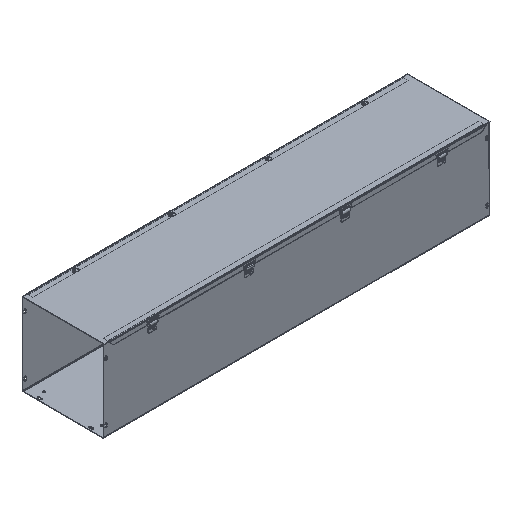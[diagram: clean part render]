
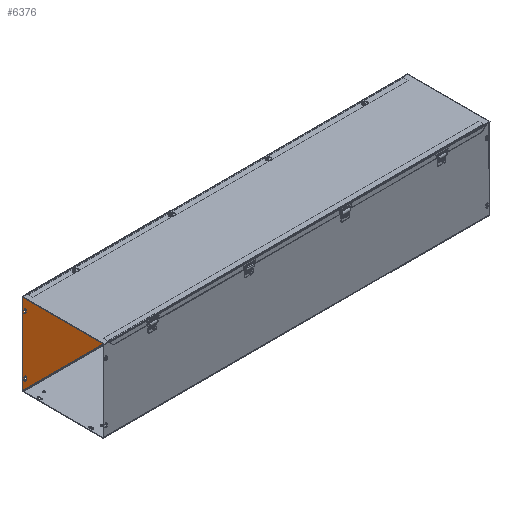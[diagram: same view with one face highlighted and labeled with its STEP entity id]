
A CAD part, isometric view. The second image highlights one B-rep face of the part: STEP entity #6376.
In plain terms, the highlighted planar face has unit normal (0, -1, 0).
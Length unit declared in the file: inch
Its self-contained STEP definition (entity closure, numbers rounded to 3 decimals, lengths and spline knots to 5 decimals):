
#286=LINE('',#9331,#879);
#291=LINE('',#9345,#884);
#294=LINE('',#9355,#887);
#299=LINE('',#9369,#892);
#320=LINE('',#9435,#913);
#323=LINE('',#9441,#916);
#328=LINE('',#9459,#921);
#331=LINE('',#9465,#924);
#413=LINE('',#9788,#1006);
#460=LINE('',#9891,#1053);
#463=LINE('',#9899,#1056);
#466=LINE('',#9903,#1059);
#476=LINE('',#9924,#1069);
#478=LINE('',#9928,#1071);
#480=LINE('',#9931,#1073);
#481=LINE('',#9934,#1074);
#482=LINE('',#9936,#1075);
#483=LINE('',#9938,#1076);
#484=LINE('',#9940,#1077);
#485=LINE('',#9941,#1078);
#879=VECTOR('',#7390,0.25);
#884=VECTOR('',#7403,0.25);
#887=VECTOR('',#7414,0.25);
#892=VECTOR('',#7427,0.25);
#913=VECTOR('',#7494,0.25);
#916=VECTOR('',#7499,0.25);
#921=VECTOR('',#7518,0.25);
#924=VECTOR('',#7523,0.25);
#1006=VECTOR('',#7795,46.75);
#1053=VECTOR('',#7886,0.0002);
#1056=VECTOR('',#7891,0.03145);
#1059=VECTOR('',#7896,0.0002);
#1069=VECTOR('',#7910,0.03145);
#1071=VECTOR('',#7914,0.0002);
#1073=VECTOR('',#7918,0.0002);
#1074=VECTOR('',#7921,0.6248);
#1075=VECTOR('',#7922,9.96875);
#1076=VECTOR('',#7923,48.);
#1077=VECTOR('',#7924,9.96875);
#1078=VECTOR('',#7925,0.6248);
#1477=PLANE('',#6827);
#1700=FACE_BOUND('',#2325,.T.);
#1701=FACE_BOUND('',#2326,.T.);
#1702=FACE_BOUND('',#2327,.T.);
#1703=FACE_BOUND('',#2328,.T.);
#1914=FACE_OUTER_BOUND('',#2324,.T.);
#2324=EDGE_LOOP('',(#4959,#4960,#4961,#4962,#4963,#4964,#4965,#4966,#4967,
#4968,#4969,#4970));
#2325=EDGE_LOOP('',(#4971,#4972,#4973,#4974));
#2326=EDGE_LOOP('',(#4975,#4976,#4977,#4978));
#2327=EDGE_LOOP('',(#4979,#4980,#4981,#4982));
#2328=EDGE_LOOP('',(#4983,#4984,#4985,#4986));
#2637=CIRCLE('',#6661,0.125);
#2639=CIRCLE('',#6665,0.125);
#2641=CIRCLE('',#6669,0.125);
#2643=CIRCLE('',#6673,0.125);
#2653=CIRCLE('',#6692,0.125);
#2655=CIRCLE('',#6697,0.125);
#2657=CIRCLE('',#6700,0.125);
#2659=CIRCLE('',#6705,0.125);
#2915=VERTEX_POINT('',#9329);
#2916=VERTEX_POINT('',#9330);
#2919=VERTEX_POINT('',#9338);
#2921=VERTEX_POINT('',#9344);
#2923=VERTEX_POINT('',#9353);
#2924=VERTEX_POINT('',#9354);
#2927=VERTEX_POINT('',#9362);
#2929=VERTEX_POINT('',#9368);
#2947=VERTEX_POINT('',#9425);
#2948=VERTEX_POINT('',#9426);
#2951=VERTEX_POINT('',#9434);
#2953=VERTEX_POINT('',#9440);
#2955=VERTEX_POINT('',#9449);
#2956=VERTEX_POINT('',#9450);
#2959=VERTEX_POINT('',#9458);
#2961=VERTEX_POINT('',#9464);
#3046=VERTEX_POINT('',#9777);
#3047=VERTEX_POINT('',#9781);
#3081=VERTEX_POINT('',#9889);
#3084=VERTEX_POINT('',#9896);
#3085=VERTEX_POINT('',#9898);
#3093=VERTEX_POINT('',#9921);
#3094=VERTEX_POINT('',#9923);
#3095=VERTEX_POINT('',#9927);
#3096=VERTEX_POINT('',#9933);
#3097=VERTEX_POINT('',#9935);
#3098=VERTEX_POINT('',#9937);
#3099=VERTEX_POINT('',#9939);
#3521=EDGE_CURVE('',#2915,#2916,#286,.T.);
#3525=EDGE_CURVE('',#2916,#2919,#2637,.T.);
#3528=EDGE_CURVE('',#2919,#2921,#291,.T.);
#3531=EDGE_CURVE('',#2921,#2915,#2639,.T.);
#3533=EDGE_CURVE('',#2923,#2924,#294,.T.);
#3537=EDGE_CURVE('',#2927,#2923,#2641,.T.);
#3540=EDGE_CURVE('',#2929,#2927,#299,.T.);
#3543=EDGE_CURVE('',#2924,#2929,#2643,.T.);
#3569=EDGE_CURVE('',#2947,#2948,#2653,.T.);
#3573=EDGE_CURVE('',#2951,#2947,#320,.T.);
#3576=EDGE_CURVE('',#2948,#2953,#323,.T.);
#3579=EDGE_CURVE('',#2953,#2951,#2655,.T.);
#3581=EDGE_CURVE('',#2955,#2956,#2657,.T.);
#3585=EDGE_CURVE('',#2956,#2959,#328,.T.);
#3588=EDGE_CURVE('',#2961,#2955,#331,.T.);
#3591=EDGE_CURVE('',#2959,#2961,#2659,.T.);
#3719=EDGE_CURVE('',#3046,#3047,#413,.T.);
#3770=EDGE_CURVE('',#3047,#3081,#460,.T.);
#3773=EDGE_CURVE('',#3085,#3084,#463,.T.);
#3776=EDGE_CURVE('',#3081,#3085,#466,.T.);
#3786=EDGE_CURVE('',#3094,#3093,#476,.T.);
#3788=EDGE_CURVE('',#3095,#3046,#478,.T.);
#3790=EDGE_CURVE('',#3093,#3095,#480,.T.);
#3791=EDGE_CURVE('',#3084,#3096,#481,.T.);
#3792=EDGE_CURVE('',#3096,#3097,#482,.T.);
#3793=EDGE_CURVE('',#3097,#3098,#483,.T.);
#3794=EDGE_CURVE('',#3099,#3098,#484,.T.);
#3795=EDGE_CURVE('',#3099,#3094,#485,.T.);
#4959=ORIENTED_EDGE('',*,*,#3773,.T.);
#4960=ORIENTED_EDGE('',*,*,#3791,.T.);
#4961=ORIENTED_EDGE('',*,*,#3792,.T.);
#4962=ORIENTED_EDGE('',*,*,#3793,.T.);
#4963=ORIENTED_EDGE('',*,*,#3794,.F.);
#4964=ORIENTED_EDGE('',*,*,#3795,.T.);
#4965=ORIENTED_EDGE('',*,*,#3786,.T.);
#4966=ORIENTED_EDGE('',*,*,#3790,.T.);
#4967=ORIENTED_EDGE('',*,*,#3788,.T.);
#4968=ORIENTED_EDGE('',*,*,#3719,.T.);
#4969=ORIENTED_EDGE('',*,*,#3770,.T.);
#4970=ORIENTED_EDGE('',*,*,#3776,.T.);
#4971=ORIENTED_EDGE('',*,*,#3521,.T.);
#4972=ORIENTED_EDGE('',*,*,#3525,.T.);
#4973=ORIENTED_EDGE('',*,*,#3528,.T.);
#4974=ORIENTED_EDGE('',*,*,#3531,.T.);
#4975=ORIENTED_EDGE('',*,*,#3533,.T.);
#4976=ORIENTED_EDGE('',*,*,#3543,.T.);
#4977=ORIENTED_EDGE('',*,*,#3540,.T.);
#4978=ORIENTED_EDGE('',*,*,#3537,.T.);
#4979=ORIENTED_EDGE('',*,*,#3569,.T.);
#4980=ORIENTED_EDGE('',*,*,#3576,.T.);
#4981=ORIENTED_EDGE('',*,*,#3579,.T.);
#4982=ORIENTED_EDGE('',*,*,#3573,.T.);
#4983=ORIENTED_EDGE('',*,*,#3581,.T.);
#4984=ORIENTED_EDGE('',*,*,#3585,.T.);
#4985=ORIENTED_EDGE('',*,*,#3591,.T.);
#4986=ORIENTED_EDGE('',*,*,#3588,.T.);
#6376=ADVANCED_FACE('',(#1914,#1700,#1701,#1702,#1703),#1477,.T.);
#6661=AXIS2_PLACEMENT_3D('',#9339,#7396,#7397);
#6665=AXIS2_PLACEMENT_3D('',#9350,#7408,#7409);
#6669=AXIS2_PLACEMENT_3D('',#9363,#7420,#7421);
#6673=AXIS2_PLACEMENT_3D('',#9374,#7432,#7433);
#6692=AXIS2_PLACEMENT_3D('',#9427,#7486,#7487);
#6697=AXIS2_PLACEMENT_3D('',#9446,#7504,#7505);
#6700=AXIS2_PLACEMENT_3D('',#9451,#7510,#7511);
#6705=AXIS2_PLACEMENT_3D('',#9470,#7528,#7529);
#6827=AXIS2_PLACEMENT_3D('',#9932,#7919,#7920);
#7390=DIRECTION('',(0.,0.,-1.));
#7396=DIRECTION('center_axis',(0.,1.,0.));
#7397=DIRECTION('ref_axis',(-1.,0.,0.));
#7403=DIRECTION('',(0.,0.,1.));
#7408=DIRECTION('center_axis',(0.,1.,0.));
#7409=DIRECTION('ref_axis',(1.,0.,0.));
#7414=DIRECTION('',(0.,0.,1.));
#7420=DIRECTION('center_axis',(0.,1.,0.));
#7421=DIRECTION('ref_axis',(1.,0.,0.));
#7427=DIRECTION('',(0.,0.,-1.));
#7432=DIRECTION('center_axis',(0.,1.,0.));
#7433=DIRECTION('ref_axis',(-1.,0.,0.));
#7486=DIRECTION('center_axis',(0.,1.,0.));
#7487=DIRECTION('ref_axis',(-1.,0.,0.));
#7494=DIRECTION('',(0.,0.,1.));
#7499=DIRECTION('',(0.,0.,-1.));
#7504=DIRECTION('center_axis',(0.,1.,0.));
#7505=DIRECTION('ref_axis',(1.,0.,0.));
#7510=DIRECTION('center_axis',(0.,1.,0.));
#7511=DIRECTION('ref_axis',(1.,0.,0.));
#7518=DIRECTION('',(0.,0.,-1.));
#7523=DIRECTION('',(0.,0.,1.));
#7528=DIRECTION('center_axis',(0.,1.,0.));
#7529=DIRECTION('ref_axis',(-1.,0.,0.));
#7795=DIRECTION('',(-1.,0.,0.));
#7886=DIRECTION('',(0.,0.,-1.));
#7891=DIRECTION('',(0.,0.,1.));
#7896=DIRECTION('',(-1.,0.,0.));
#7910=DIRECTION('',(0.,0.,-1.));
#7914=DIRECTION('',(0.,0.,1.));
#7918=DIRECTION('',(-1.,0.,0.));
#7919=DIRECTION('center_axis',(0.,-1.,0.));
#7920=DIRECTION('ref_axis',(1.,0.,0.));
#7921=DIRECTION('',(-1.,0.,0.));
#7922=DIRECTION('',(0.,0.,-1.));
#7923=DIRECTION('',(1.,0.,0.));
#7924=DIRECTION('',(0.,0.,-1.));
#7925=DIRECTION('',(-1.,0.,0.));
#9329=CARTESIAN_POINT('',(47.815,10.,8.625));
#9330=CARTESIAN_POINT('',(47.815,10.,8.375));
#9331=CARTESIAN_POINT('',(47.815,10.,6.83225));
#9338=CARTESIAN_POINT('',(47.565,10.,8.375));
#9339=CARTESIAN_POINT('Origin',(47.69,10.,8.375));
#9344=CARTESIAN_POINT('',(47.565,10.,8.625));
#9345=CARTESIAN_POINT('',(47.565,10.,6.70725));
#9350=CARTESIAN_POINT('Origin',(47.69,10.,8.625));
#9353=CARTESIAN_POINT('',(0.185,10.,8.375));
#9354=CARTESIAN_POINT('',(0.185,10.,8.625));
#9355=CARTESIAN_POINT('',(0.185,10.,6.83225));
#9362=CARTESIAN_POINT('',(0.435,10.,8.375));
#9363=CARTESIAN_POINT('Origin',(0.31,10.,8.375));
#9368=CARTESIAN_POINT('',(0.435,10.,8.625));
#9369=CARTESIAN_POINT('',(0.435,10.,6.70725));
#9374=CARTESIAN_POINT('Origin',(0.31,10.,8.625));
#9425=CARTESIAN_POINT('',(47.565,10.,1.375));
#9426=CARTESIAN_POINT('',(47.815,10.,1.375));
#9427=CARTESIAN_POINT('Origin',(47.69,10.,1.375));
#9434=CARTESIAN_POINT('',(47.565,10.,1.125));
#9435=CARTESIAN_POINT('',(47.565,10.,3.08225));
#9440=CARTESIAN_POINT('',(47.815,10.,1.125));
#9441=CARTESIAN_POINT('',(47.815,10.,3.14475));
#9446=CARTESIAN_POINT('Origin',(47.69,10.,1.125));
#9449=CARTESIAN_POINT('',(0.185,10.,1.375));
#9450=CARTESIAN_POINT('',(0.435,10.,1.375));
#9451=CARTESIAN_POINT('Origin',(0.31,10.,1.375));
#9458=CARTESIAN_POINT('',(0.435,10.,1.125));
#9459=CARTESIAN_POINT('',(0.435,10.,3.08225));
#9464=CARTESIAN_POINT('',(0.185,10.,1.125));
#9465=CARTESIAN_POINT('',(0.185,10.,3.14475));
#9470=CARTESIAN_POINT('Origin',(0.31,10.,1.125));
#9777=CARTESIAN_POINT('',(47.375,10.,10.04275));
#9781=CARTESIAN_POINT('',(0.625,10.,10.04275));
#9788=CARTESIAN_POINT('',(12.3125,10.,10.04275));
#9889=CARTESIAN_POINT('',(0.625,10.,10.04255));
#9891=CARTESIAN_POINT('',(0.625,10.,7.54103));
#9896=CARTESIAN_POINT('',(0.6248,10.,10.074));
#9898=CARTESIAN_POINT('',(0.6248,10.,10.04255));
#9899=CARTESIAN_POINT('',(0.6248,10.,7.55675));
#9903=CARTESIAN_POINT('',(12.3124,10.,10.04255));
#9921=CARTESIAN_POINT('',(47.3752,10.,10.04255));
#9923=CARTESIAN_POINT('',(47.3752,10.,10.074));
#9924=CARTESIAN_POINT('',(47.3752,10.,7.54103));
#9927=CARTESIAN_POINT('',(47.375,10.,10.04255));
#9928=CARTESIAN_POINT('',(47.375,10.,7.55675));
#9931=CARTESIAN_POINT('',(35.6875,10.,10.04255));
#9932=CARTESIAN_POINT('Origin',(24.,10.,5.03951));
#9933=CARTESIAN_POINT('',(0.,10.,10.074));
#9934=CARTESIAN_POINT('',(48.,10.,10.074));
#9935=CARTESIAN_POINT('',(0.,10.,0.10525));
#9936=CARTESIAN_POINT('',(0.,10.,-0.09522));
#9937=CARTESIAN_POINT('',(48.,10.,0.10525));
#9938=CARTESIAN_POINT('',(24.,10.,0.10525));
#9939=CARTESIAN_POINT('',(48.,10.,10.074));
#9940=CARTESIAN_POINT('',(48.,10.,-0.09522));
#9941=CARTESIAN_POINT('',(48.,10.,10.074));
